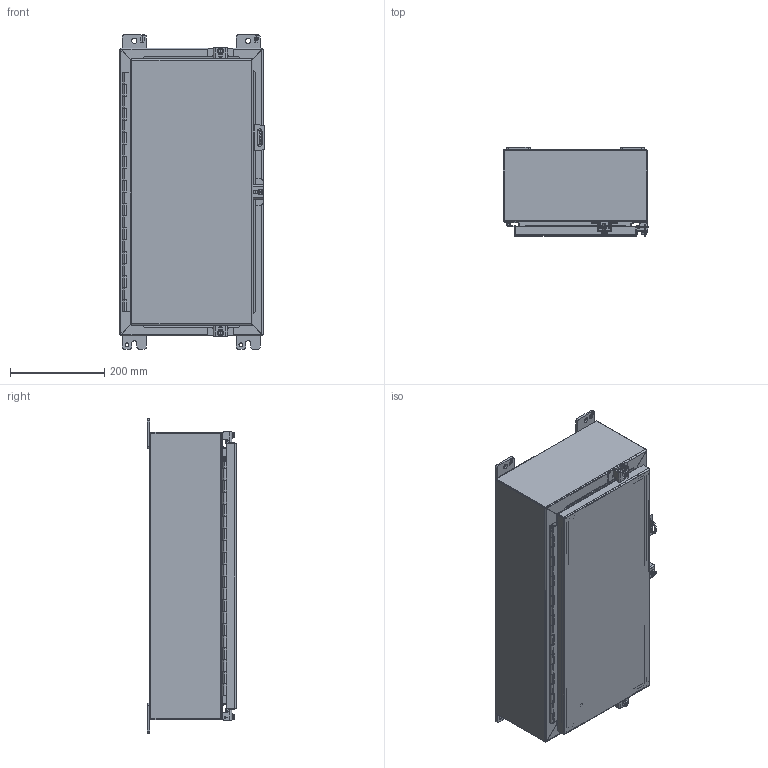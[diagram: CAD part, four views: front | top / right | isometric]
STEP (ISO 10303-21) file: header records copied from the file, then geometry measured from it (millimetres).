
FILE_DESCRIPTION (( 'STEP AP203' ), '1' );
FILE_NAME ('1418N4AR6_Default.step', '2019-10-31T20:51:25', ( 'ADC123' ), ( 'Microsoft' ), 'SwSTEP 2.0', 'SolidWorks 2019', '' );
FILE_SCHEMA (( 'CONFIG_CONTROL_DESIGN' ));
Length unit declared in the file: inch
Products named in the file (1): 1418N4AR6_Default
Bounding box: 308 x 188.9 x 666.75 mm (x, y, z)
Volume: 1894242.2 mm3; surface area: 1965884.3 mm2
Topology: 35 solids, 36 shells, 1269 faces, 3257 edges, 2090 vertices
Faces by surface type: plane 761, cylinder 425, bspline 64, cone 19
Entity records: 40998 total; most frequent: CARTESIAN_POINT 9972, ORIENTED_EDGE 6506, DIRECTION 6313, EDGE_CURVE 3253, VECTOR 2267, LINE 2267, VERTEX_POINT 2090, AXIS2_PLACEMENT_3D 2023
